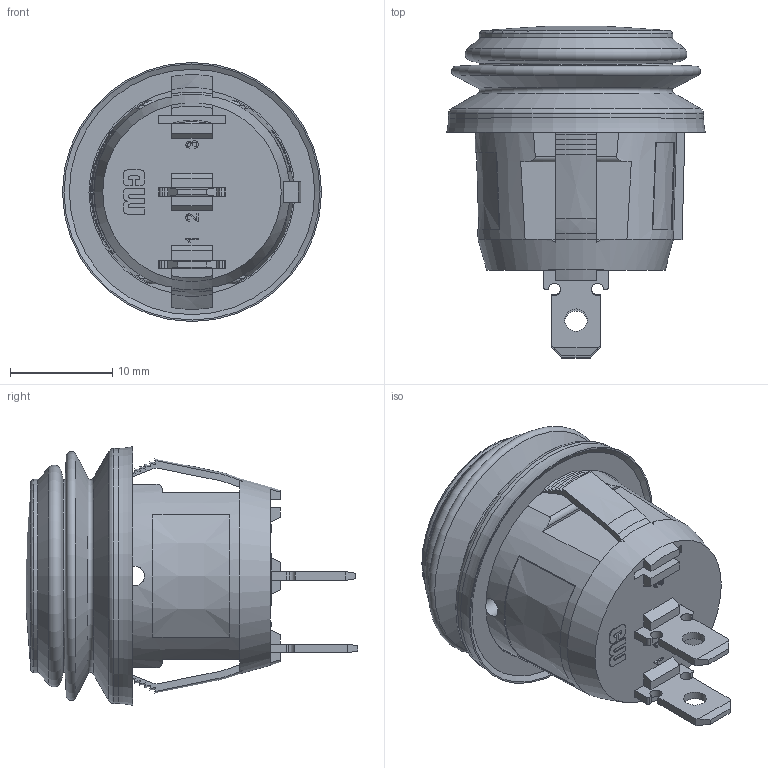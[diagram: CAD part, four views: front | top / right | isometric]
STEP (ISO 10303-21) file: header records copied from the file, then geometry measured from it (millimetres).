
FILE_DESCRIPTION(/* description */ (''),/* implementation_level */ '2;1');
FILE_NAME(/* name */ 'GRB112A802_in_3D_Model.stp',/* time_stamp */ '2020-07-20T09:14:34-04:00',/* author */ ('dwiltbank'),/* organization */ (''),/* preprocessor_version */ 'ST-DEVELOPER v18.1',/* originating_system */ 'Autodesk Inventor 2020',/* authorisation */ '');
FILE_SCHEMA (('AUTOMOTIVE_DESIGN { 1 0 10303 214 3 1 1 }'));
Length unit declared in the file: inch
Products named in the file (1): GRB112A802_3D_Model
Bounding box: 25.4 x 32.54 x 25.4 mm (x, y, z)
Volume: 3382.1 mm3; surface area: 7996.1 mm2
Topology: 3 solids, 4 shells, 1450 faces, 2986 edges, 1549 vertices
Faces by surface type: plane 1287, cylinder 71, cone 49, bspline 27, torus 15, sphere 1
Full cylindrical faces by diameter (mm): 1.1 x1, 1.7 x2, 1.95 x2, 2.2 x2, 11.8 x1, 13 x2, 17 x1, 20.2 x1, 23 x2, 25 x1
Entity records: 39164 total; most frequent: CARTESIAN_POINT 7898, DIRECTION 6194, ORIENTED_EDGE 5972, EDGE_CURVE 2986, LINE 2354, VECTOR 2354, AXIS2_PLACEMENT_3D 1920, VERTEX_POINT 1549
